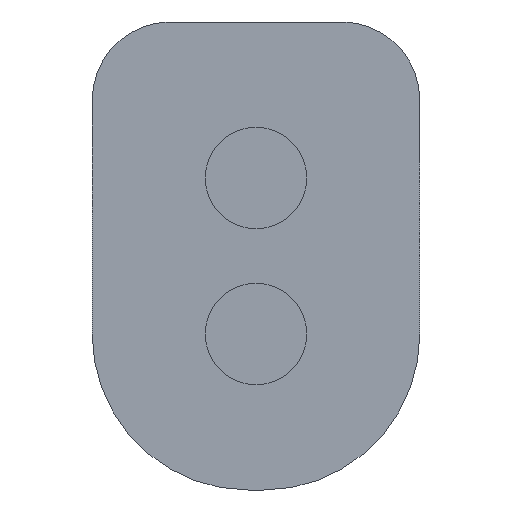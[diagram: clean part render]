
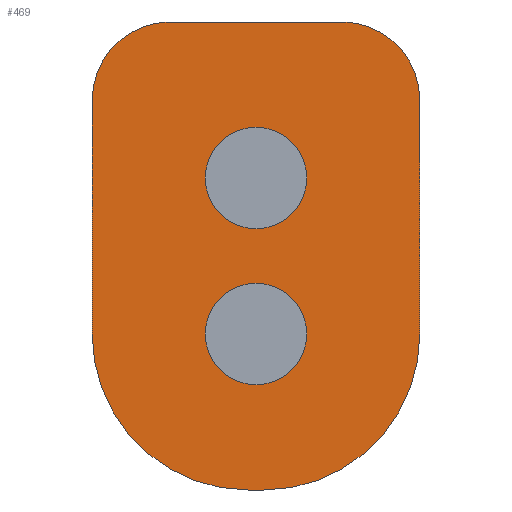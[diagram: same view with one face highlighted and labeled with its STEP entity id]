
A CAD part, front view. The second image highlights one B-rep face of the part: STEP entity #469.
In plain terms, the highlighted planar face has unit normal (0, -1, 0).
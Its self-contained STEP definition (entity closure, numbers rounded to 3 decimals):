
#16=FACE_BOUND('',#165,.T.);
#17=FACE_BOUND('',#166,.T.);
#27=PLANE('',#532);
#54=LINE('',#791,#90);
#57=LINE('',#797,#93);
#58=LINE('',#801,#94);
#59=LINE('',#805,#95);
#90=VECTOR('',#652,10.);
#93=VECTOR('',#657,10.);
#94=VECTOR('',#660,10.);
#95=VECTOR('',#663,10.);
#135=FACE_OUTER_BOUND('',#164,.T.);
#164=EDGE_LOOP('',(#389,#390,#391,#392,#393,#394,#395,#396));
#165=EDGE_LOOP('',(#397));
#166=EDGE_LOOP('',(#398));
#184=CIRCLE('',#505,0.65);
#186=CIRCLE('',#509,0.65);
#196=CIRCLE('',#530,2.);
#197=CIRCLE('',#533,2.);
#198=CIRCLE('',#534,1.);
#199=CIRCLE('',#535,1.);
#212=VERTEX_POINT('',#720);
#214=VERTEX_POINT('',#727);
#233=VERTEX_POINT('',#784);
#234=VERTEX_POINT('',#786);
#235=VERTEX_POINT('',#790);
#237=VERTEX_POINT('',#796);
#238=VERTEX_POINT('',#798);
#239=VERTEX_POINT('',#800);
#240=VERTEX_POINT('',#802);
#241=VERTEX_POINT('',#804);
#259=EDGE_CURVE('',#212,#212,#184,.T.);
#262=EDGE_CURVE('',#214,#214,#186,.T.);
#289=EDGE_CURVE('',#233,#234,#196,.T.);
#291=EDGE_CURVE('',#235,#234,#54,.T.);
#294=EDGE_CURVE('',#233,#237,#57,.T.);
#295=EDGE_CURVE('',#238,#237,#197,.T.);
#296=EDGE_CURVE('',#238,#239,#58,.T.);
#297=EDGE_CURVE('',#240,#239,#198,.T.);
#298=EDGE_CURVE('',#240,#241,#59,.T.);
#299=EDGE_CURVE('',#235,#241,#199,.T.);
#389=ORIENTED_EDGE('',*,*,#289,.F.);
#390=ORIENTED_EDGE('',*,*,#294,.T.);
#391=ORIENTED_EDGE('',*,*,#295,.F.);
#392=ORIENTED_EDGE('',*,*,#296,.T.);
#393=ORIENTED_EDGE('',*,*,#297,.F.);
#394=ORIENTED_EDGE('',*,*,#298,.T.);
#395=ORIENTED_EDGE('',*,*,#299,.F.);
#396=ORIENTED_EDGE('',*,*,#291,.T.);
#397=ORIENTED_EDGE('',*,*,#259,.T.);
#398=ORIENTED_EDGE('',*,*,#262,.T.);
#469=ADVANCED_FACE('',(#135,#16,#17),#27,.F.);
#505=AXIS2_PLACEMENT_3D('',#722,#579,#580);
#509=AXIS2_PLACEMENT_3D('',#729,#588,#589);
#530=AXIS2_PLACEMENT_3D('',#787,#647,#648);
#532=AXIS2_PLACEMENT_3D('',#795,#655,#656);
#533=AXIS2_PLACEMENT_3D('',#799,#658,#659);
#534=AXIS2_PLACEMENT_3D('',#803,#661,#662);
#535=AXIS2_PLACEMENT_3D('',#806,#664,#665);
#579=DIRECTION('center_axis',(0.,1.,0.));
#580=DIRECTION('ref_axis',(1.,0.,0.));
#588=DIRECTION('center_axis',(0.,1.,0.));
#589=DIRECTION('ref_axis',(1.,0.,0.));
#647=DIRECTION('center_axis',(0.,1.,0.));
#648=DIRECTION('ref_axis',(-0.707,0.,-0.707));
#652=DIRECTION('',(0.,0.,-1.));
#655=DIRECTION('center_axis',(0.,1.,0.));
#656=DIRECTION('ref_axis',(1.,0.,0.));
#657=DIRECTION('',(1.,0.,0.));
#658=DIRECTION('center_axis',(0.,1.,0.));
#659=DIRECTION('ref_axis',(0.707,0.,-0.707));
#660=DIRECTION('',(0.,0.,1.));
#661=DIRECTION('center_axis',(0.,1.,0.));
#662=DIRECTION('ref_axis',(0.707,0.,0.707));
#663=DIRECTION('',(-1.,0.,0.));
#664=DIRECTION('center_axis',(0.,1.,0.));
#665=DIRECTION('ref_axis',(-0.707,0.,0.707));
#720=CARTESIAN_POINT('',(-0.65,0.,-1.));
#722=CARTESIAN_POINT('Origin',(0.,0.,-1.));
#727=CARTESIAN_POINT('',(-0.65,0.,1.));
#729=CARTESIAN_POINT('Origin',(0.,0.,1.));
#784=CARTESIAN_POINT('',(-0.1,0.,-3.));
#786=CARTESIAN_POINT('',(-2.1,0.,-1.));
#787=CARTESIAN_POINT('Origin',(-0.1,0.,-1.));
#790=CARTESIAN_POINT('',(-2.1,0.,2.));
#791=CARTESIAN_POINT('',(-2.1,0.,3.));
#795=CARTESIAN_POINT('Origin',(0.,0.,0.));
#796=CARTESIAN_POINT('',(0.1,0.,-3.));
#797=CARTESIAN_POINT('',(-2.1,0.,-3.));
#798=CARTESIAN_POINT('',(2.1,0.,-1.));
#799=CARTESIAN_POINT('Origin',(0.1,0.,-1.));
#800=CARTESIAN_POINT('',(2.1,0.,2.));
#801=CARTESIAN_POINT('',(2.1,0.,-3.));
#802=CARTESIAN_POINT('',(1.1,0.,3.));
#803=CARTESIAN_POINT('Origin',(1.1,0.,2.));
#804=CARTESIAN_POINT('',(-1.1,0.,3.));
#805=CARTESIAN_POINT('',(2.1,0.,3.));
#806=CARTESIAN_POINT('Origin',(-1.1,0.,2.));
